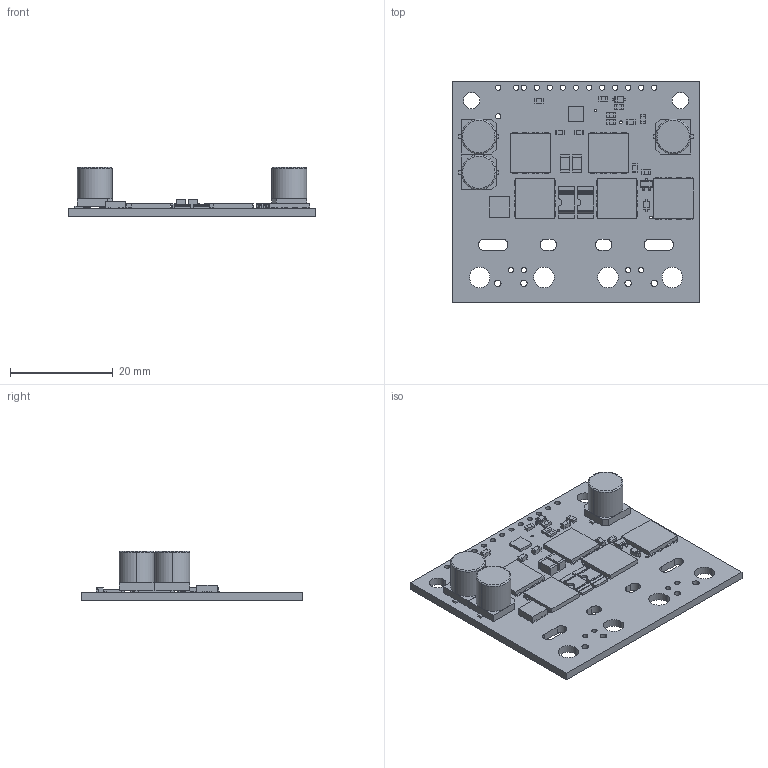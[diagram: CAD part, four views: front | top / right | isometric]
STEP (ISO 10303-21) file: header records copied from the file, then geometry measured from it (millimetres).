
FILE_DESCRIPTION (( 'STEP AP214' ), '1' );
FILE_NAME ('pololu-g2-high-power-motor-driver-24v30-cs.step', '2026-02-12T23:44:47', ( '' ), ( '' ), 'SwSTEP 2.0', 'SolidWorks 2026', '' );
FILE_SCHEMA (( 'AUTOMOTIVE_DESIGN' ));
Length unit declared in the file: millimetre
Products named in the file (1): pololu-g2-high-power-motor-driver-24v30-cs
Bounding box: 48.26 x 43.18 x 9.57 mm (x, y, z)
Volume: 4345.2 mm3; surface area: 5843 mm2
Topology: 1 solids, 1 shells, 1262 faces, 3540 edges, 2320 vertices
Faces by surface type: plane 945, bspline 179, cylinder 132, torus 6
Entity records: 57249 total; most frequent: CARTESIAN_POINT 14998, ORIENTED_EDGE 7080, DIRECTION 5616, EDGE_CURVE 3540, LINE 2884, VECTOR 2884, VERTEX_POINT 2320, EDGE_LOOP 1430
